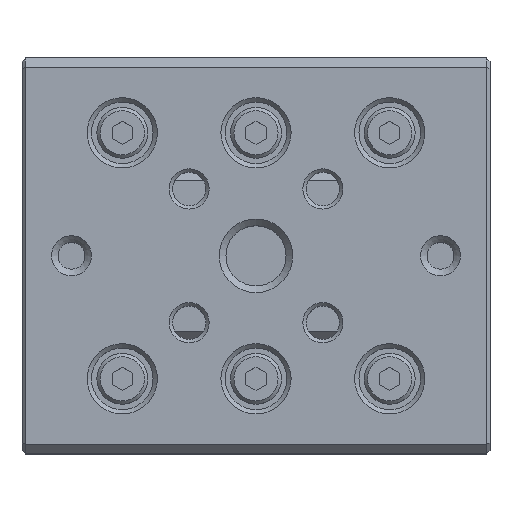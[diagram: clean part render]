
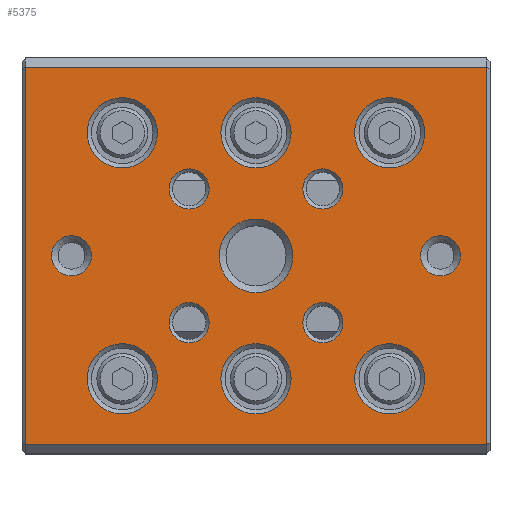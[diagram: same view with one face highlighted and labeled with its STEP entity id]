
A CAD part, top view. The second image highlights one B-rep face of the part: STEP entity #5375.
In plain terms, the highlighted planar face has unit normal (0, 0, 1).
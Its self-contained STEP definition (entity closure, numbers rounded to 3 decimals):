
#4840=FACE_BOUND('',#7899,.T.);
#4841=FACE_BOUND('',#7900,.T.);
#4842=FACE_BOUND('',#7901,.T.);
#4843=FACE_BOUND('',#7902,.T.);
#4844=FACE_BOUND('',#7903,.T.);
#4845=FACE_BOUND('',#7904,.T.);
#4846=FACE_BOUND('',#7905,.T.);
#4847=FACE_BOUND('',#7906,.T.);
#4848=FACE_BOUND('',#7907,.T.);
#4849=FACE_BOUND('',#7908,.T.);
#4850=FACE_BOUND('',#7909,.T.);
#4851=FACE_BOUND('',#7910,.T.);
#4852=FACE_BOUND('',#7911,.T.);
#4853=FACE_BOUND('',#7912,.T.);
#5119=CIRCLE('',#20890,2.75);
#5120=CIRCLE('',#20891,1.5);
#5121=CIRCLE('',#20892,1.5);
#5122=CIRCLE('',#20893,1.5);
#5123=CIRCLE('',#20894,1.5);
#5124=CIRCLE('',#20895,1.5);
#5125=CIRCLE('',#20896,1.5);
#5126=CIRCLE('',#20897,2.625);
#5127=CIRCLE('',#20898,2.625);
#5128=CIRCLE('',#20899,2.625);
#5129=CIRCLE('',#20900,2.625);
#5130=CIRCLE('',#20901,2.625);
#5131=CIRCLE('',#20902,2.625);
#5375=ADVANCED_FACE('',(#4840,#4841,#4842,#4843,#4844,#4845,#4846,#4847,
#4848,#4849,#4850,#4851,#4852,#4853),#6274,.F.);
#6274=PLANE('',#20903);
#7899=EDGE_LOOP('',(#9949));
#7900=EDGE_LOOP('',(#9950));
#7901=EDGE_LOOP('',(#9951));
#7902=EDGE_LOOP('',(#9952));
#7903=EDGE_LOOP('',(#9953));
#7904=EDGE_LOOP('',(#9954));
#7905=EDGE_LOOP('',(#9955));
#7906=EDGE_LOOP('',(#9956));
#7907=EDGE_LOOP('',(#9957));
#7908=EDGE_LOOP('',(#9958));
#7909=EDGE_LOOP('',(#9959));
#7910=EDGE_LOOP('',(#9960));
#7911=EDGE_LOOP('',(#9961));
#7912=EDGE_LOOP('',(#9962,#9963,#9964,#9965));
#9949=ORIENTED_EDGE('',*,*,#15688,.T.);
#9950=ORIENTED_EDGE('',*,*,#15689,.F.);
#9951=ORIENTED_EDGE('',*,*,#15690,.T.);
#9952=ORIENTED_EDGE('',*,*,#15691,.T.);
#9953=ORIENTED_EDGE('',*,*,#15692,.T.);
#9954=ORIENTED_EDGE('',*,*,#15693,.T.);
#9955=ORIENTED_EDGE('',*,*,#15694,.T.);
#9956=ORIENTED_EDGE('',*,*,#15695,.T.);
#9957=ORIENTED_EDGE('',*,*,#15696,.T.);
#9958=ORIENTED_EDGE('',*,*,#15697,.T.);
#9959=ORIENTED_EDGE('',*,*,#15698,.T.);
#9960=ORIENTED_EDGE('',*,*,#15699,.T.);
#9961=ORIENTED_EDGE('',*,*,#15700,.T.);
#9962=ORIENTED_EDGE('',*,*,#15701,.T.);
#9963=ORIENTED_EDGE('',*,*,#15702,.T.);
#9964=ORIENTED_EDGE('',*,*,#15703,.T.);
#9965=ORIENTED_EDGE('',*,*,#15704,.T.);
#14035=VERTEX_POINT('',#27353);
#14036=VERTEX_POINT('',#27355);
#14037=VERTEX_POINT('',#27357);
#14038=VERTEX_POINT('',#27359);
#14039=VERTEX_POINT('',#27361);
#14040=VERTEX_POINT('',#27363);
#14041=VERTEX_POINT('',#27365);
#14042=VERTEX_POINT('',#27367);
#14043=VERTEX_POINT('',#27369);
#14044=VERTEX_POINT('',#27371);
#14045=VERTEX_POINT('',#27373);
#14046=VERTEX_POINT('',#27375);
#14047=VERTEX_POINT('',#27377);
#14048=VERTEX_POINT('',#27379);
#14049=VERTEX_POINT('',#27380);
#14050=VERTEX_POINT('',#27382);
#14051=VERTEX_POINT('',#27384);
#15688=EDGE_CURVE('',#14035,#14035,#5119,.T.);
#15689=EDGE_CURVE('',#14036,#14036,#5120,.T.);
#15690=EDGE_CURVE('',#14037,#14037,#5121,.T.);
#15691=EDGE_CURVE('',#14038,#14038,#5122,.T.);
#15692=EDGE_CURVE('',#14039,#14039,#5123,.T.);
#15693=EDGE_CURVE('',#14040,#14040,#5124,.T.);
#15694=EDGE_CURVE('',#14041,#14041,#5125,.T.);
#15695=EDGE_CURVE('',#14042,#14042,#5126,.T.);
#15696=EDGE_CURVE('',#14043,#14043,#5127,.T.);
#15697=EDGE_CURVE('',#14044,#14044,#5128,.T.);
#15698=EDGE_CURVE('',#14045,#14045,#5129,.T.);
#15699=EDGE_CURVE('',#14046,#14046,#5130,.T.);
#15700=EDGE_CURVE('',#14047,#14047,#5131,.T.);
#15701=EDGE_CURVE('',#14048,#14049,#17726,.T.);
#15702=EDGE_CURVE('',#14049,#14050,#17727,.T.);
#15703=EDGE_CURVE('',#14050,#14051,#17728,.T.);
#15704=EDGE_CURVE('',#14051,#14048,#17729,.T.);
#17726=LINE('',#27378,#19474);
#17727=LINE('',#27381,#19475);
#17728=LINE('',#27383,#19476);
#17729=LINE('',#27385,#19477);
#19474=VECTOR('',#22673,1.);
#19475=VECTOR('',#22674,1.);
#19476=VECTOR('',#22675,1.);
#19477=VECTOR('',#22676,1.);
#20890=AXIS2_PLACEMENT_3D('',#27352,#22647,#22648);
#20891=AXIS2_PLACEMENT_3D('',#27354,#22649,#22650);
#20892=AXIS2_PLACEMENT_3D('',#27356,#22651,#22652);
#20893=AXIS2_PLACEMENT_3D('',#27358,#22653,#22654);
#20894=AXIS2_PLACEMENT_3D('',#27360,#22655,#22656);
#20895=AXIS2_PLACEMENT_3D('',#27362,#22657,#22658);
#20896=AXIS2_PLACEMENT_3D('',#27364,#22659,#22660);
#20897=AXIS2_PLACEMENT_3D('',#27366,#22661,#22662);
#20898=AXIS2_PLACEMENT_3D('',#27368,#22663,#22664);
#20899=AXIS2_PLACEMENT_3D('',#27370,#22665,#22666);
#20900=AXIS2_PLACEMENT_3D('',#27372,#22667,#22668);
#20901=AXIS2_PLACEMENT_3D('',#27374,#22669,#22670);
#20902=AXIS2_PLACEMENT_3D('',#27376,#22671,#22672);
#20903=AXIS2_PLACEMENT_3D('',#27386,#22677,#22678);
#22647=DIRECTION('',(0.,0.,-1.));
#22648=DIRECTION('',(-1.,0.,0.));
#22649=DIRECTION('',(0.,0.,1.));
#22650=DIRECTION('',(1.,0.,0.));
#22651=DIRECTION('',(0.,0.,-1.));
#22652=DIRECTION('',(-1.,0.,0.));
#22653=DIRECTION('',(0.,0.,-1.));
#22654=DIRECTION('',(-1.,0.,0.));
#22655=DIRECTION('',(0.,0.,-1.));
#22656=DIRECTION('',(-1.,0.,0.));
#22657=DIRECTION('',(0.,0.,-1.));
#22658=DIRECTION('',(-1.,0.,0.));
#22659=DIRECTION('',(0.,0.,-1.));
#22660=DIRECTION('',(-1.,0.,0.));
#22661=DIRECTION('',(0.,0.,-1.));
#22662=DIRECTION('',(-1.,0.,0.));
#22663=DIRECTION('',(0.,0.,-1.));
#22664=DIRECTION('',(-1.,0.,0.));
#22665=DIRECTION('',(0.,0.,-1.));
#22666=DIRECTION('',(-1.,0.,0.));
#22667=DIRECTION('',(0.,0.,-1.));
#22668=DIRECTION('',(-1.,0.,0.));
#22669=DIRECTION('',(0.,0.,-1.));
#22670=DIRECTION('',(-1.,0.,0.));
#22671=DIRECTION('',(0.,0.,-1.));
#22672=DIRECTION('',(-1.,0.,0.));
#22673=DIRECTION('',(1.,0.,0.));
#22674=DIRECTION('',(0.,1.,0.));
#22675=DIRECTION('',(-1.,0.,0.));
#22676=DIRECTION('',(0.,-1.,0.));
#22677=DIRECTION('',(0.,0.,-1.));
#22678=DIRECTION('',(1.,0.,0.));
#27352=CARTESIAN_POINT('',(97.5,14.8,17.));
#27353=CARTESIAN_POINT('',(94.75,14.8,17.));
#27354=CARTESIAN_POINT('',(111.3,14.8,17.));
#27355=CARTESIAN_POINT('',(112.8,14.8,17.));
#27356=CARTESIAN_POINT('',(83.7,14.8,17.));
#27357=CARTESIAN_POINT('',(82.2,14.8,17.));
#27358=CARTESIAN_POINT('',(102.5,9.8,17.));
#27359=CARTESIAN_POINT('',(101.,9.8,17.));
#27360=CARTESIAN_POINT('',(102.5,19.8,17.));
#27361=CARTESIAN_POINT('',(101.,19.8,17.));
#27362=CARTESIAN_POINT('',(92.5,9.8,17.));
#27363=CARTESIAN_POINT('',(91.,9.8,17.));
#27364=CARTESIAN_POINT('',(92.5,19.8,17.));
#27365=CARTESIAN_POINT('',(91.,19.8,17.));
#27366=CARTESIAN_POINT('',(107.5,5.6,17.));
#27367=CARTESIAN_POINT('',(104.875,5.6,17.));
#27368=CARTESIAN_POINT('',(107.5,24.,17.));
#27369=CARTESIAN_POINT('',(104.875,24.,17.));
#27370=CARTESIAN_POINT('',(97.5,5.6,17.));
#27371=CARTESIAN_POINT('',(94.875,5.6,17.));
#27372=CARTESIAN_POINT('',(97.5,24.,17.));
#27373=CARTESIAN_POINT('',(94.875,24.,17.));
#27374=CARTESIAN_POINT('',(87.5,5.6,17.));
#27375=CARTESIAN_POINT('',(84.875,5.6,17.));
#27376=CARTESIAN_POINT('',(87.5,24.,17.));
#27377=CARTESIAN_POINT('',(84.875,24.,17.));
#27378=CARTESIAN_POINT('',(115.,0.7,17.));
#27379=CARTESIAN_POINT('',(80.25,0.7,17.));
#27380=CARTESIAN_POINT('',(114.75,0.7,17.));
#27381=CARTESIAN_POINT('',(114.75,29.6,17.));
#27382=CARTESIAN_POINT('',(114.75,28.9,17.));
#27383=CARTESIAN_POINT('',(115.,28.9,17.));
#27384=CARTESIAN_POINT('',(80.25,28.9,17.));
#27385=CARTESIAN_POINT('',(80.25,0.7,17.));
#27386=CARTESIAN_POINT('',(115.,29.6,17.));
